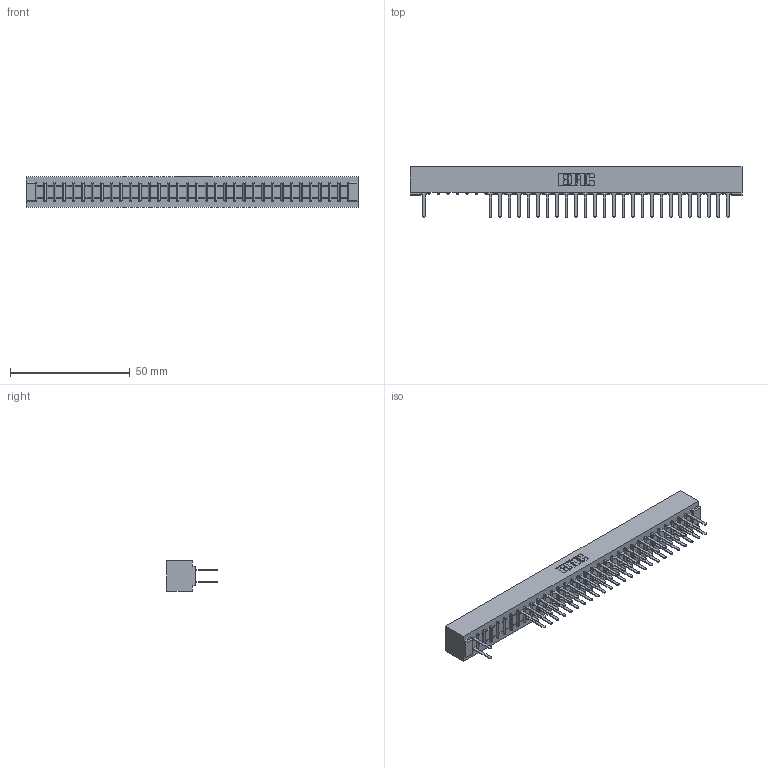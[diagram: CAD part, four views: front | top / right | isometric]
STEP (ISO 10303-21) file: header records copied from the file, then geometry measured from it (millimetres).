
FILE_DESCRIPTION (( 'STEP AP203' ), '1' );
FILE_NAME ('307-066-522-201.STEP', '2018-08-06T10:52:55', ( '' ), ( '' ), 'SwSTEP 2.0', 'SolidWorks 2016', '' );
FILE_SCHEMA (( 'CONFIG_CONTROL_DESIGN' ));
Length unit declared in the file: inch
Products named in the file (3): 307 Part_No Mounting Lugs; 307-290-001_522; 307-066-522-201
Assembly tree (54 placements, depth 2):
  307-066-522-201
    307 Part_No Mounting Lugs
    307-290-001_522  x53
Bounding box: 138.63 x 21.11 x 12.7 mm (x, y, z)
Volume: 15171.6 mm3; surface area: 18169.4 mm2
Topology: 54 solids, 54 shells, 2712 faces, 7605 edges, 4906 vertices
Faces by surface type: plane 1787, cylinder 857, sphere 68
Entity records: 29730 total; most frequent: CARTESIAN_POINT 4916, ORIENTED_EDGE 4882, DIRECTION 4805, EDGE_CURVE 2441, VECTOR 1871, LINE 1871, VERTEX_POINT 1578, AXIS2_PLACEMENT_3D 1467
